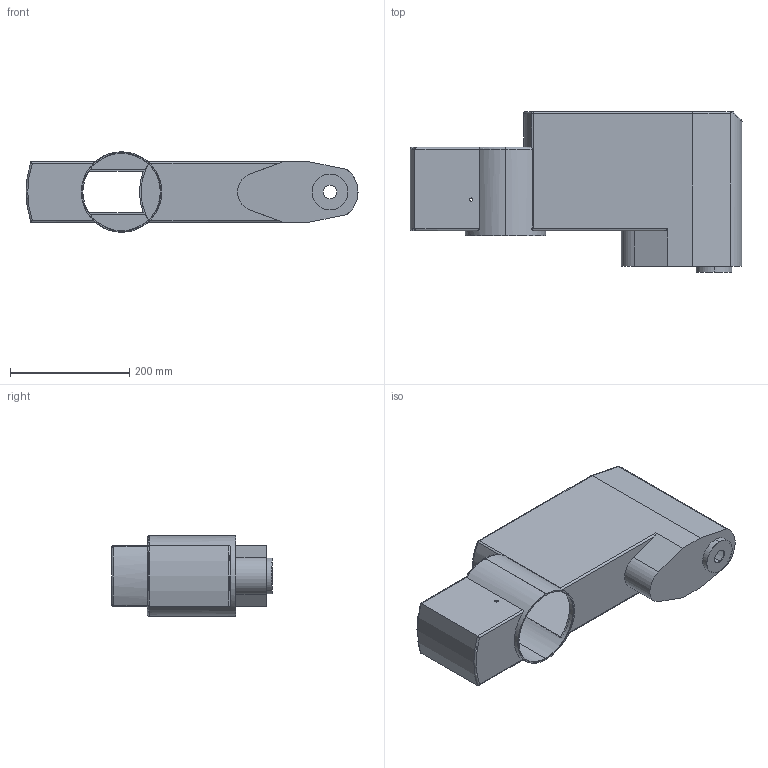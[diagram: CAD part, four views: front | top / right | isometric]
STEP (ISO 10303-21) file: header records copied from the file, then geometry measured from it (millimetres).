
FILE_DESCRIPTION (( 'STEP AP203' ), '1' );
FILE_NAME ('khau2_cover_Default_sldprt.STEP', '2023-12-06T03:32:55', ( '' ), ( '' ), 'SwSTEP 2.0', 'SolidWorks 2019', '' );
FILE_SCHEMA (( 'CONFIG_CONTROL_DESIGN' ));
Length unit declared in the file: millimetre
Products named in the file (1): khau2_cover_Default_sldprt
Bounding box: 557.5 x 270 x 135 mm (x, y, z)
Volume: 815529.9 mm3; surface area: 684403.9 mm2
Topology: 1 solids, 1 shells, 103 faces, 281 edges, 181 vertices
Faces by surface type: plane 51, cylinder 42, torus 6, bspline 2, sphere 2
Entity records: 3632 total; most frequent: CARTESIAN_POINT 943, ORIENTED_EDGE 558, DIRECTION 538, EDGE_CURVE 279, AXIS2_PLACEMENT_3D 190, VERTEX_POINT 181, LINE 158, VECTOR 158
